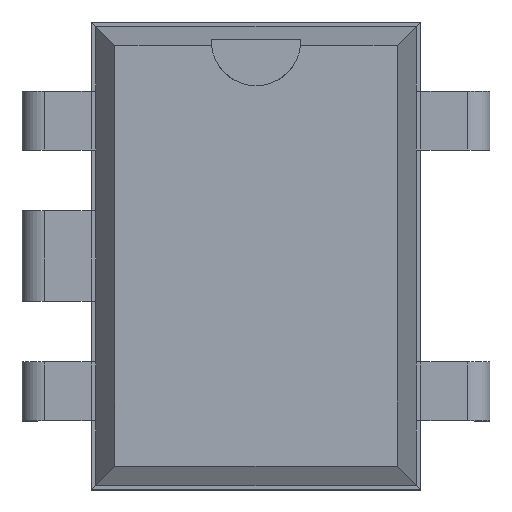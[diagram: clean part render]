
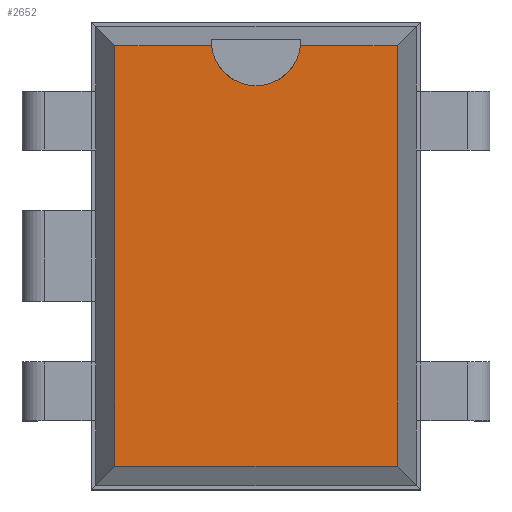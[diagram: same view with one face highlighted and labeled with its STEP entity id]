
A CAD part, top view. The second image highlights one B-rep face of the part: STEP entity #2652.
In plain terms, the highlighted planar face has unit normal (0, 0, 1).
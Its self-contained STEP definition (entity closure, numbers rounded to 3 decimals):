
#1563 = VERTEX_POINT('',#1564);
#1564 = CARTESIAN_POINT('',(6.174,0.991,3.68));
#1569 = EDGE_CURVE('',#1570,#1563,#1572,.T.);
#1570 = VERTEX_POINT('',#1571);
#1571 = CARTESIAN_POINT('',(6.174,-6.071,3.68));
#1572 = LINE('',#1573,#1574);
#1573 = CARTESIAN_POINT('',(6.174,-6.071,3.68));
#1574 = VECTOR('',#1575,1.);
#1575 = DIRECTION('',(0.,1.,0.));
#1959 = VERTEX_POINT('',#1960);
#1960 = CARTESIAN_POINT('',(1.432,0.991,3.68));
#1965 = EDGE_CURVE('',#1966,#1959,#1968,.T.);
#1966 = VERTEX_POINT('',#1967);
#1967 = CARTESIAN_POINT('',(3.057,0.991,3.68));
#1968 = LINE('',#1969,#1970);
#1969 = CARTESIAN_POINT('',(6.174,0.991,3.68));
#1970 = VECTOR('',#1971,1.);
#1971 = DIRECTION('',(-1.,0.,0.));
#1991 = VERTEX_POINT('',#1992);
#1992 = CARTESIAN_POINT('',(4.549,0.991,3.68));
#2000 = EDGE_CURVE('',#1563,#1991,#2001,.T.);
#2001 = LINE('',#2002,#2003);
#2002 = CARTESIAN_POINT('',(6.174,0.991,3.68));
#2003 = VECTOR('',#2004,1.);
#2004 = DIRECTION('',(-1.,0.,0.));
#2037 = VERTEX_POINT('',#2038);
#2038 = CARTESIAN_POINT('',(1.432,-6.071,3.68));
#2043 = EDGE_CURVE('',#1959,#2037,#2044,.T.);
#2044 = LINE('',#2045,#2046);
#2045 = CARTESIAN_POINT('',(1.432,0.991,3.68));
#2046 = VECTOR('',#2047,1.);
#2047 = DIRECTION('',(0.,-1.,0.));
#2641 = EDGE_CURVE('',#2037,#1570,#2642,.T.);
#2642 = LINE('',#2643,#2644);
#2643 = CARTESIAN_POINT('',(1.432,-6.071,3.68));
#2644 = VECTOR('',#2645,1.);
#2645 = DIRECTION('',(1.,0.,0.));
#2652 = ADVANCED_FACE('',(#2653),#2676,.F.);
#2653 = FACE_BOUND('',#2654,.F.);
#2654 = EDGE_LOOP('',(#2655,#2656,#2657,#2658,#2659,#2668,#2675));
#2655 = ORIENTED_EDGE('',*,*,#1569,.F.);
#2656 = ORIENTED_EDGE('',*,*,#2641,.F.);
#2657 = ORIENTED_EDGE('',*,*,#2043,.F.);
#2658 = ORIENTED_EDGE('',*,*,#1965,.F.);
#2659 = ORIENTED_EDGE('',*,*,#2660,.F.);
#2660 = EDGE_CURVE('',#2661,#1966,#2663,.T.);
#2661 = VERTEX_POINT('',#2662);
#2662 = CARTESIAN_POINT('',(3.803,0.316,3.68));
#2663 = CIRCLE('',#2664,0.75);
#2664 = AXIS2_PLACEMENT_3D('',#2665,#2666,#2667);
#2665 = CARTESIAN_POINT('',(3.803,1.066,3.68));
#2666 = DIRECTION('',(0.,0.,-1.));
#2667 = DIRECTION('',(0.,-1.,0.));
#2668 = ORIENTED_EDGE('',*,*,#2669,.F.);
#2669 = EDGE_CURVE('',#1991,#2661,#2670,.T.);
#2670 = CIRCLE('',#2671,0.75);
#2671 = AXIS2_PLACEMENT_3D('',#2672,#2673,#2674);
#2672 = CARTESIAN_POINT('',(3.803,1.066,3.68));
#2673 = DIRECTION('',(0.,0.,-1.));
#2674 = DIRECTION('',(0.,-1.,0.));
#2675 = ORIENTED_EDGE('',*,*,#2000,.F.);
#2676 = PLANE('',#2677);
#2677 = AXIS2_PLACEMENT_3D('',#2678,#2679,#2680);
#2678 = CARTESIAN_POINT('',(6.174,-6.071,3.68));
#2679 = DIRECTION('',(0.,0.,-1.));
#2680 = DIRECTION('',(-0.557,0.83,0.));
